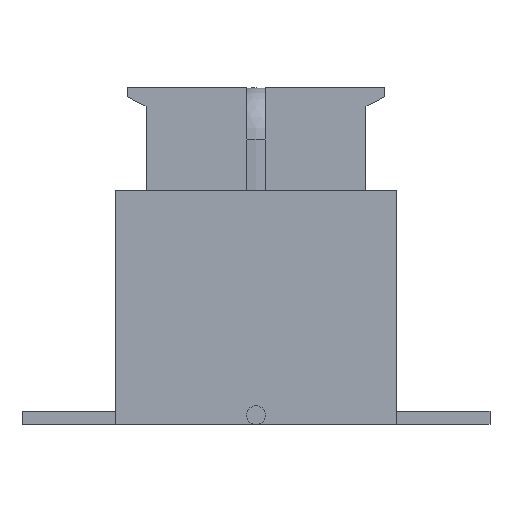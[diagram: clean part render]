
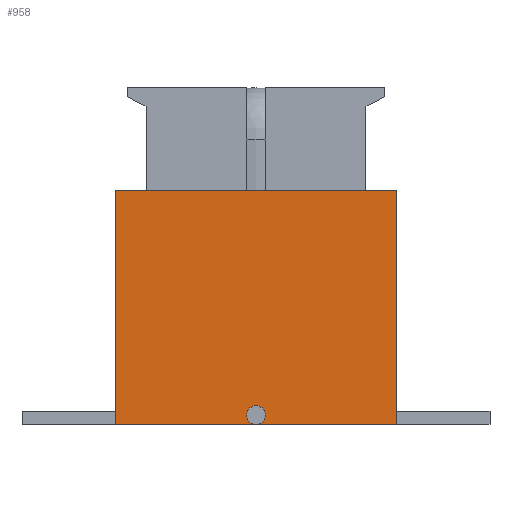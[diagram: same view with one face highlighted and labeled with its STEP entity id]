
A CAD part, front view. The second image highlights one B-rep face of the part: STEP entity #958.
In plain terms, the highlighted planar face has unit normal (0, -1, 0).
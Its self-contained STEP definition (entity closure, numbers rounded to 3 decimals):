
#46=FACE_OUTER_BOUND('',#109,.T.);
#109=EDGE_LOOP('',(#640,#641,#642,#643));
#174=LINE('',#1390,#297);
#175=LINE('',#1393,#298);
#176=LINE('',#1395,#299);
#177=LINE('',#1396,#300);
#297=VECTOR('',#1121,10.);
#298=VECTOR('',#1124,10.);
#299=VECTOR('',#1125,10.);
#300=VECTOR('',#1126,10.);
#418=VERTEX_POINT('',#1384);
#420=VERTEX_POINT('',#1388);
#421=VERTEX_POINT('',#1392);
#422=VERTEX_POINT('',#1394);
#508=EDGE_CURVE('',#418,#420,#174,.T.);
#509=EDGE_CURVE('',#418,#421,#175,.T.);
#510=EDGE_CURVE('',#422,#420,#176,.T.);
#511=EDGE_CURVE('',#421,#422,#177,.T.);
#640=ORIENTED_EDGE('',*,*,#509,.F.);
#641=ORIENTED_EDGE('',*,*,#508,.T.);
#642=ORIENTED_EDGE('',*,*,#510,.F.);
#643=ORIENTED_EDGE('',*,*,#511,.F.);
#899=PLANE('',#1044);
#958=ADVANCED_FACE('',(#46),#899,.T.);
#1044=AXIS2_PLACEMENT_3D('',#1391,#1122,#1123);
#1121=DIRECTION('',(0.,0.,1.));
#1122=DIRECTION('center_axis',(0.,-1.,0.));
#1123=DIRECTION('ref_axis',(1.,0.,0.));
#1124=DIRECTION('',(-1.,0.,0.));
#1125=DIRECTION('',(1.,0.,0.));
#1126=DIRECTION('',(0.,0.,1.));
#1384=CARTESIAN_POINT('',(3.,-3.,0.));
#1388=CARTESIAN_POINT('',(3.,-3.,5.));
#1390=CARTESIAN_POINT('',(3.,-3.,0.));
#1391=CARTESIAN_POINT('Origin',(-3.,-3.,0.));
#1392=CARTESIAN_POINT('',(-3.,-3.,0.));
#1393=CARTESIAN_POINT('',(3.,-3.,0.));
#1394=CARTESIAN_POINT('',(-3.,-3.,5.));
#1395=CARTESIAN_POINT('',(3.,-3.,5.));
#1396=CARTESIAN_POINT('',(-3.,-3.,0.));
